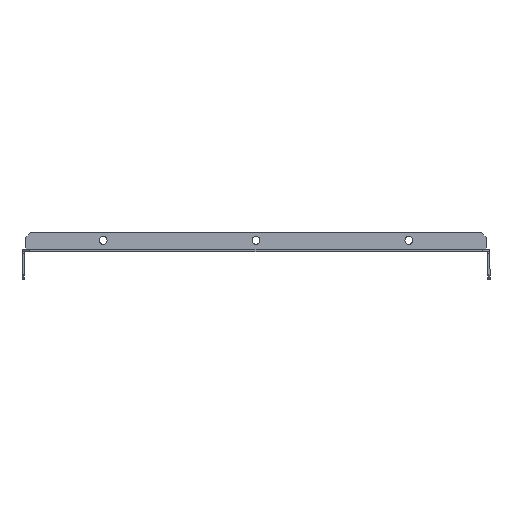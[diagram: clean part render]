
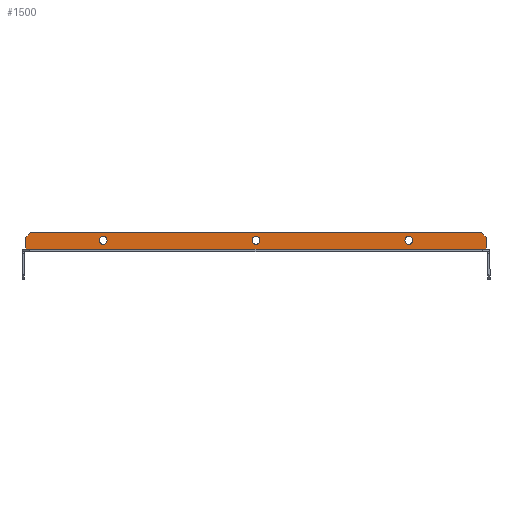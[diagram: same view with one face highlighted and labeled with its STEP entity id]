
A CAD part, left-side view. The second image highlights one B-rep face of the part: STEP entity #1500.
In plain terms, the highlighted planar face has unit normal (-1, 0, 0).
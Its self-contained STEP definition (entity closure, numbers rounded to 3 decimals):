
#52 = VECTOR ( 'NONE', #5650, 1000. ) ;
#85 = CARTESIAN_POINT ( 'NONE',  ( 176.5, -150.5, 1. ) ) ;
#97 = LINE ( 'NONE', #9184, #747 ) ;
#103 = DIRECTION ( 'NONE',  ( 0., 0., -1. ) ) ;
#217 = CARTESIAN_POINT ( 'NONE',  ( 176.5, -150.5, 11. ) ) ;
#519 = DIRECTION ( 'NONE',  ( 0., 0., -1. ) ) ;
#582 = VERTEX_POINT ( 'NONE', #1959 ) ;
#641 = CARTESIAN_POINT ( 'NONE',  ( 176.5, -100., 6. ) ) ;
#700 = ORIENTED_EDGE ( 'NONE', *, *, #3821, .T. ) ;
#747 = VECTOR ( 'NONE', #4226, 1000. ) ;
#870 = CARTESIAN_POINT ( 'NONE',  ( 176.5, 0., 3.4 ) ) ;
#871 = CARTESIAN_POINT ( 'NONE',  ( 176.5, -100., 8.6 ) ) ;
#898 = DIRECTION ( 'NONE',  ( -1., 0., 0. ) ) ;
#938 = AXIS2_PLACEMENT_3D ( 'NONE', #8573, #4337, #4231 ) ;
#973 = VERTEX_POINT ( 'NONE', #870 ) ;
#976 = DIRECTION ( 'NONE',  ( 0., -1., 0. ) ) ;
#1043 = VERTEX_POINT ( 'NONE', #7815 ) ;
#1110 = CIRCLE ( 'NONE', #7275, 2.6 ) ;
#1283 = CIRCLE ( 'NONE', #10057, 2.6 ) ;
#1324 = CARTESIAN_POINT ( 'NONE',  ( 176.5, -147.5, 11. ) ) ;
#1393 = VECTOR ( 'NONE', #7364, 1000. ) ;
#1500 = ADVANCED_FACE ( 'NONE', ( #3418, #3362, #1790, #6753 ), #8434, .T. ) ;
#1501 = VECTOR ( 'NONE', #976, 1000. ) ;
#1621 = DIRECTION ( 'NONE',  ( 0., 0., 1. ) ) ;
#1651 = CARTESIAN_POINT ( 'NONE',  ( 176.5, -150.5, 0. ) ) ;
#1790 = FACE_BOUND ( 'NONE', #6353, .T. ) ;
#1885 = EDGE_CURVE ( 'NONE', #2529, #3757, #4282, .T. ) ;
#1959 = CARTESIAN_POINT ( 'NONE',  ( 176.5, 100., 8.6 ) ) ;
#1999 = VECTOR ( 'NONE', #5606, 1000. ) ;
#2172 = CARTESIAN_POINT ( 'NONE',  ( 176.5, -150.5, 0. ) ) ;
#2337 = ORIENTED_EDGE ( 'NONE', *, *, #6387, .T. ) ;
#2396 = DIRECTION ( 'NONE',  ( 0., 0., 1. ) ) ;
#2443 = ORIENTED_EDGE ( 'NONE', *, *, #8737, .F. ) ;
#2529 = VERTEX_POINT ( 'NONE', #85 ) ;
#2710 = EDGE_LOOP ( 'NONE', ( #5385, #9488, #6703, #3986, #3299, #5122, #2443, #700 ) ) ;
#2821 = CARTESIAN_POINT ( 'NONE',  ( 176.5, 100., 6. ) ) ;
#2876 = VERTEX_POINT ( 'NONE', #871 ) ;
#2884 = VERTEX_POINT ( 'NONE', #5288 ) ;
#2888 = EDGE_CURVE ( 'NONE', #973, #5176, #10260, .T. ) ;
#2890 = LINE ( 'NONE', #6254, #9319 ) ;
#3299 = ORIENTED_EDGE ( 'NONE', *, *, #6367, .F. ) ;
#3338 = EDGE_CURVE ( 'NONE', #6970, #582, #10464, .T. ) ;
#3362 = FACE_BOUND ( 'NONE', #5904, .T. ) ;
#3418 = FACE_BOUND ( 'NONE', #5426, .T. ) ;
#3746 = EDGE_CURVE ( 'NONE', #5981, #2876, #6212, .T. ) ;
#3757 = VERTEX_POINT ( 'NONE', #1651 ) ;
#3802 = LINE ( 'NONE', #2172, #10181 ) ;
#3808 = AXIS2_PLACEMENT_3D ( 'NONE', #7628, #898, #6863 ) ;
#3821 = EDGE_CURVE ( 'NONE', #5656, #8975, #97, .T. ) ;
#3986 = ORIENTED_EDGE ( 'NONE', *, *, #10348, .T. ) ;
#4201 = VERTEX_POINT ( 'NONE', #7581 ) ;
#4226 = DIRECTION ( 'NONE',  ( 0., 0.707, 0.707 ) ) ;
#4231 = DIRECTION ( 'NONE',  ( 0., 0., 1. ) ) ;
#4282 = LINE ( 'NONE', #7647, #6627 ) ;
#4337 = DIRECTION ( 'NONE',  ( 1., 0., 0. ) ) ;
#4561 = CARTESIAN_POINT ( 'NONE',  ( 176.5, 100., 6. ) ) ;
#4637 = EDGE_CURVE ( 'NONE', #1043, #8975, #5227, .T. ) ;
#4683 = ORIENTED_EDGE ( 'NONE', *, *, #2888, .T. ) ;
#4758 = DIRECTION ( 'NONE',  ( 0., 0., -1. ) ) ;
#4925 = CARTESIAN_POINT ( 'NONE',  ( 176.5, 0., 6. ) ) ;
#4977 = CARTESIAN_POINT ( 'NONE',  ( 176.5, 100., 3.4 ) ) ;
#4981 = CARTESIAN_POINT ( 'NONE',  ( 176.5, -150.5, 8. ) ) ;
#5075 = ORIENTED_EDGE ( 'NONE', *, *, #3746, .T. ) ;
#5122 = ORIENTED_EDGE ( 'NONE', *, *, #1885, .F. ) ;
#5176 = VERTEX_POINT ( 'NONE', #8638 ) ;
#5227 = LINE ( 'NONE', #217, #1501 ) ;
#5288 = CARTESIAN_POINT ( 'NONE',  ( 176.5, 150.5, 1. ) ) ;
#5371 = DIRECTION ( 'NONE',  ( 1., 0., 0. ) ) ;
#5385 = ORIENTED_EDGE ( 'NONE', *, *, #4637, .F. ) ;
#5410 = VERTEX_POINT ( 'NONE', #7974 ) ;
#5426 = EDGE_LOOP ( 'NONE', ( #7550, #7849 ) ) ;
#5606 = DIRECTION ( 'NONE',  ( 0., 1., 0. ) ) ;
#5634 = CARTESIAN_POINT ( 'NONE',  ( 176.5, -100., 3.4 ) ) ;
#5650 = DIRECTION ( 'NONE',  ( 0., 0.707, -0.707 ) ) ;
#5656 = VERTEX_POINT ( 'NONE', #4981 ) ;
#5716 = AXIS2_PLACEMENT_3D ( 'NONE', #4561, #8083, #8791 ) ;
#5755 = LINE ( 'NONE', #9939, #1393 ) ;
#5857 = EDGE_CURVE ( 'NONE', #582, #6970, #1283, .T. ) ;
#5904 = EDGE_LOOP ( 'NONE', ( #10881, #4683 ) ) ;
#5965 = CIRCLE ( 'NONE', #6323, 2.6 ) ;
#5981 = VERTEX_POINT ( 'NONE', #5634 ) ;
#6212 = CIRCLE ( 'NONE', #8835, 2.6 ) ;
#6254 = CARTESIAN_POINT ( 'NONE',  ( 176.5, 150.5, 1. ) ) ;
#6323 = AXIS2_PLACEMENT_3D ( 'NONE', #4925, #7527, #1621 ) ;
#6327 = EDGE_CURVE ( 'NONE', #1043, #5410, #8903, .T. ) ;
#6353 = EDGE_LOOP ( 'NONE', ( #2337, #5075 ) ) ;
#6367 = EDGE_CURVE ( 'NONE', #3757, #4201, #8183, .T. ) ;
#6387 = EDGE_CURVE ( 'NONE', #2876, #5981, #1110, .T. ) ;
#6588 = CARTESIAN_POINT ( 'NONE',  ( 176.5, 0., 0. ) ) ;
#6612 = DIRECTION ( 'NONE',  ( 0., 0., 1. ) ) ;
#6627 = VECTOR ( 'NONE', #103, 1000. ) ;
#6703 = ORIENTED_EDGE ( 'NONE', *, *, #7940, .F. ) ;
#6753 = FACE_OUTER_BOUND ( 'NONE', #2710, .T. ) ;
#6858 = EDGE_CURVE ( 'NONE', #5176, #973, #5965, .T. ) ;
#6863 = DIRECTION ( 'NONE',  ( 0., 0., 1. ) ) ;
#6970 = VERTEX_POINT ( 'NONE', #4977 ) ;
#7275 = AXIS2_PLACEMENT_3D ( 'NONE', #641, #9111, #2396 ) ;
#7364 = DIRECTION ( 'NONE',  ( 0., 0., 1. ) ) ;
#7527 = DIRECTION ( 'NONE',  ( 1., 0., 0. ) ) ;
#7550 = ORIENTED_EDGE ( 'NONE', *, *, #5857, .T. ) ;
#7581 = CARTESIAN_POINT ( 'NONE',  ( 176.5, 150.5, 0. ) ) ;
#7628 = CARTESIAN_POINT ( 'NONE',  ( 176.5, 0., 0. ) ) ;
#7647 = CARTESIAN_POINT ( 'NONE',  ( 176.5, -150.5, 0. ) ) ;
#7815 = CARTESIAN_POINT ( 'NONE',  ( 176.5, 147.5, 11. ) ) ;
#7849 = ORIENTED_EDGE ( 'NONE', *, *, #3338, .T. ) ;
#7894 = DIRECTION ( 'NONE',  ( 0., 0., 1. ) ) ;
#7940 = EDGE_CURVE ( 'NONE', #2884, #5410, #5755, .T. ) ;
#7974 = CARTESIAN_POINT ( 'NONE',  ( 176.5, 150.5, 8. ) ) ;
#8083 = DIRECTION ( 'NONE',  ( 1., 0., 0. ) ) ;
#8183 = LINE ( 'NONE', #6588, #1999 ) ;
#8434 = PLANE ( 'NONE',  #3808 ) ;
#8573 = CARTESIAN_POINT ( 'NONE',  ( 176.5, 0., 6. ) ) ;
#8638 = CARTESIAN_POINT ( 'NONE',  ( 176.5, 0., 8.6 ) ) ;
#8737 = EDGE_CURVE ( 'NONE', #5656, #2529, #3802, .T. ) ;
#8791 = DIRECTION ( 'NONE',  ( 0., 0., 1. ) ) ;
#8835 = AXIS2_PLACEMENT_3D ( 'NONE', #10616, #9793, #6612 ) ;
#8903 = LINE ( 'NONE', #9830, #52 ) ;
#8975 = VERTEX_POINT ( 'NONE', #1324 ) ;
#9111 = DIRECTION ( 'NONE',  ( 1., 0., 0. ) ) ;
#9184 = CARTESIAN_POINT ( 'NONE',  ( 176.5, -79.25, 79.25 ) ) ;
#9319 = VECTOR ( 'NONE', #4758, 1000. ) ;
#9488 = ORIENTED_EDGE ( 'NONE', *, *, #6327, .T. ) ;
#9793 = DIRECTION ( 'NONE',  ( 1., 0., 0. ) ) ;
#9830 = CARTESIAN_POINT ( 'NONE',  ( 176.5, 79.25, 79.25 ) ) ;
#9939 = CARTESIAN_POINT ( 'NONE',  ( 176.5, 150.5, 11. ) ) ;
#10057 = AXIS2_PLACEMENT_3D ( 'NONE', #2821, #5371, #7894 ) ;
#10181 = VECTOR ( 'NONE', #519, 1000. ) ;
#10260 = CIRCLE ( 'NONE', #938, 2.6 ) ;
#10348 = EDGE_CURVE ( 'NONE', #2884, #4201, #2890, .T. ) ;
#10464 = CIRCLE ( 'NONE', #5716, 2.6 ) ;
#10616 = CARTESIAN_POINT ( 'NONE',  ( 176.5, -100., 6. ) ) ;
#10881 = ORIENTED_EDGE ( 'NONE', *, *, #6858, .T. ) ;
